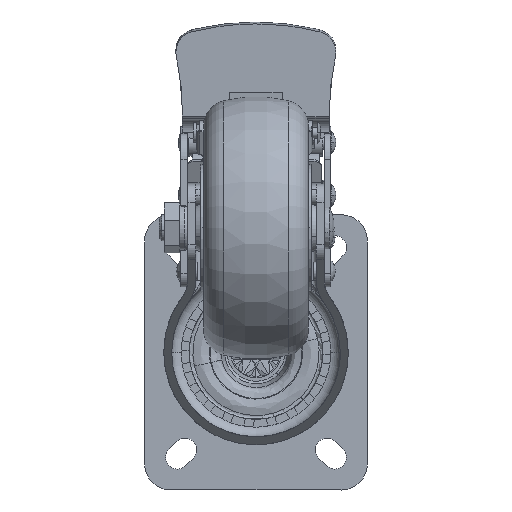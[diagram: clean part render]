
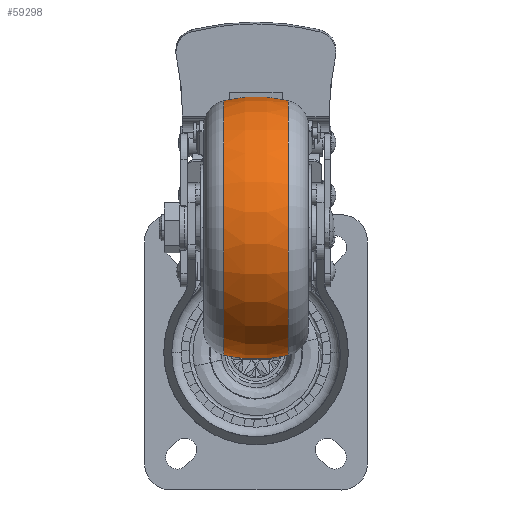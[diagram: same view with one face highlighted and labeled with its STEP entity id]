
A CAD part, front view. The second image highlights one B-rep face of the part: STEP entity #59298.
In plain terms, the highlighted toroidal (fillet/blend) face has major radius 2 mm and minor radius 52 mm.
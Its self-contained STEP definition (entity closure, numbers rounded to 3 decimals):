
#355 = DIRECTION ( 'NONE',  ( 0., 0., -1. ) ) ;
#2328 = FACE_OUTER_BOUND ( 'NONE', #45091, .T. ) ;
#4853 = CIRCLE ( 'NONE', #37696, 48.505 ) ;
#6547 = ORIENTED_EDGE ( 'NONE', *, *, #35127, .T. ) ;
#9757 = CARTESIAN_POINT ( 'NONE',  ( -12.381, -70.7, 96.005 ) ) ;
#10755 = DIRECTION ( 'NONE',  ( 0., 1., 0. ) ) ;
#12855 = CARTESIAN_POINT ( 'NONE',  ( -12.381, -70.7, 47.5 ) ) ;
#14818 = CIRCLE ( 'NONE', #17962, 48.505 ) ;
#16095 = CARTESIAN_POINT ( 'NONE',  ( 0., -70.7, 47.5 ) ) ;
#16100 = CIRCLE ( 'NONE', #79154, 52. ) ;
#17901 = VERTEX_POINT ( 'NONE', #45070 ) ;
#17962 = AXIS2_PLACEMENT_3D ( 'NONE', #59600, #21334, #66004 ) ;
#18466 = CARTESIAN_POINT ( 'NONE',  ( -12.381, -70.7, -1.005 ) ) ;
#19266 = TOROIDAL_SURFACE ( 'NONE', #71682, -2., 52. ) ;
#19284 = DIRECTION ( 'NONE',  ( 0., 0., -1. ) ) ;
#21334 = DIRECTION ( 'NONE',  ( -1., 0., 0. ) ) ;
#23390 = CARTESIAN_POINT ( 'NONE',  ( 12.381, -70.7, 96.005 ) ) ;
#27353 = EDGE_CURVE ( 'NONE', #17901, #74512, #14818, .T. ) ;
#28980 = ORIENTED_EDGE ( 'NONE', *, *, #32956, .T. ) ;
#32956 = EDGE_CURVE ( 'NONE', #74512, #55136, #16100, .T. ) ;
#32992 = ORIENTED_EDGE ( 'NONE', *, *, #27353, .T. ) ;
#35111 = DIRECTION ( 'NONE',  ( 0., 0., 1. ) ) ;
#35127 = EDGE_CURVE ( 'NONE', #55136, #51230, #4853, .T. ) ;
#37696 = AXIS2_PLACEMENT_3D ( 'NONE', #12855, #57553, #19284 ) ;
#38528 = DIRECTION ( 'NONE',  ( 0., -1., 0. ) ) ;
#44803 = CIRCLE ( 'NONE', #47998, 52. ) ;
#45070 = CARTESIAN_POINT ( 'NONE',  ( 12.381, -70.7, -1.005 ) ) ;
#45091 = EDGE_LOOP ( 'NONE', ( #76792, #32992, #28980, #6547 ) ) ;
#47998 = AXIS2_PLACEMENT_3D ( 'NONE', #49064, #10755, #55487 ) ;
#49064 = CARTESIAN_POINT ( 'NONE',  ( 0., -70.7, 49.5 ) ) ;
#51230 = VERTEX_POINT ( 'NONE', #18466 ) ;
#55136 = VERTEX_POINT ( 'NONE', #9757 ) ;
#55487 = DIRECTION ( 'NONE',  ( 0., 0., 1. ) ) ;
#55697 = EDGE_CURVE ( 'NONE', #17901, #51230, #44803, .T. ) ;
#57553 = DIRECTION ( 'NONE',  ( 1., 0., 0. ) ) ;
#59298 = ADVANCED_FACE ( 'NONE', ( #2328 ), #19266, .T. ) ;
#59600 = CARTESIAN_POINT ( 'NONE',  ( 12.381, -70.7, 47.5 ) ) ;
#60798 = DIRECTION ( 'NONE',  ( -1., 0., 0. ) ) ;
#66004 = DIRECTION ( 'NONE',  ( 0., 0., 1. ) ) ;
#71682 = AXIS2_PLACEMENT_3D ( 'NONE', #16095, #60798, #35111 ) ;
#74512 = VERTEX_POINT ( 'NONE', #23390 ) ;
#76723 = CARTESIAN_POINT ( 'NONE',  ( 0., -70.7, 45.5 ) ) ;
#76792 = ORIENTED_EDGE ( 'NONE', *, *, #55697, .F. ) ;
#79154 = AXIS2_PLACEMENT_3D ( 'NONE', #76723, #38528, #355 ) ;
